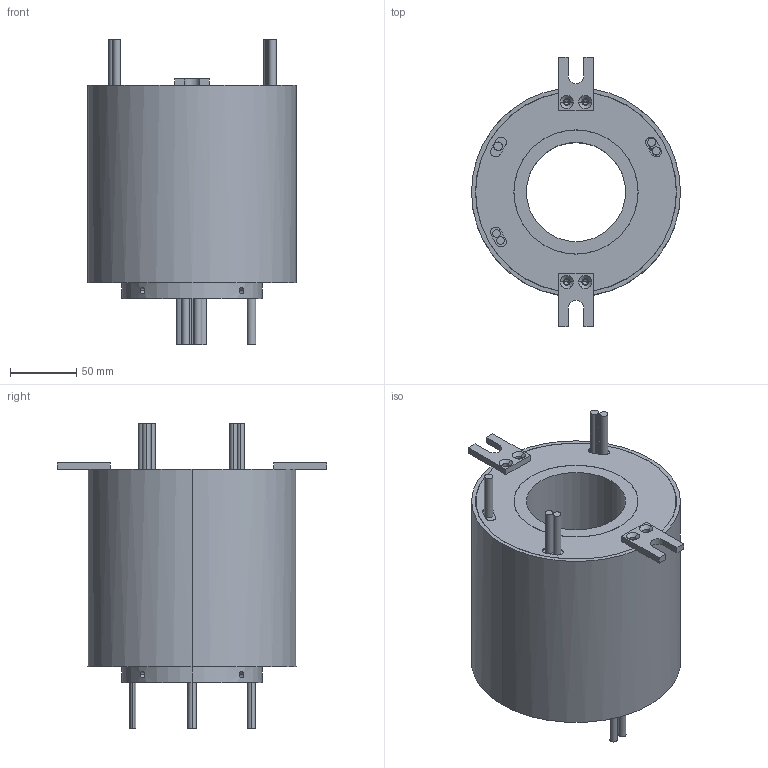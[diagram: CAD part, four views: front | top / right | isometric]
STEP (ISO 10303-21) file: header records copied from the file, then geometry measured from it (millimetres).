
FILE_DESCRIPTION (( 'STEP AP203' ), '1' );
FILE_NAME ('RX01020002.STEP', '2020-11-02T01:59:01', ( '微软用户' ), ( '微软中国' ), 'SwSTEP 2.0', 'SolidWorks 2014', '' );
FILE_SCHEMA (( 'CONFIG_CONTROL_DESIGN' ));
Length unit declared in the file: millimetre
Products named in the file (1): RX01020002
Bounding box: 158 x 204 x 231.2 mm (x, y, z)
Volume: 2334576.4 mm3; surface area: 167166.2 mm2
Topology: 3 solids, 3 shells, 176 faces, 413 edges, 262 vertices
Faces by surface type: cylinder 91, plane 65, cone 16, bspline 4
Entity records: 5604 total; most frequent: CARTESIAN_POINT 1392, DIRECTION 917, ORIENTED_EDGE 810, EDGE_CURVE 405, AXIS2_PLACEMENT_3D 363, VERTEX_POINT 262, EDGE_LOOP 217, VECTOR 191
